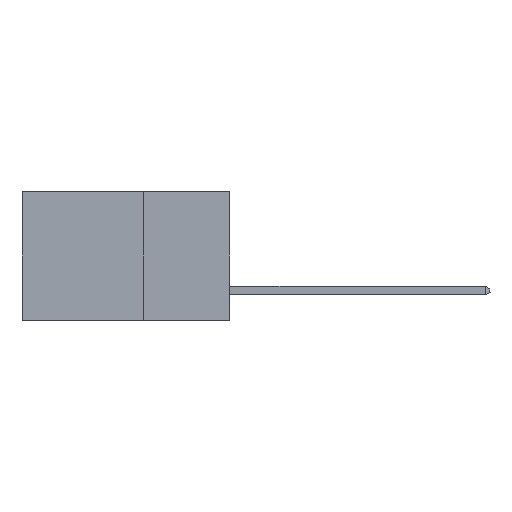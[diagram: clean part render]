
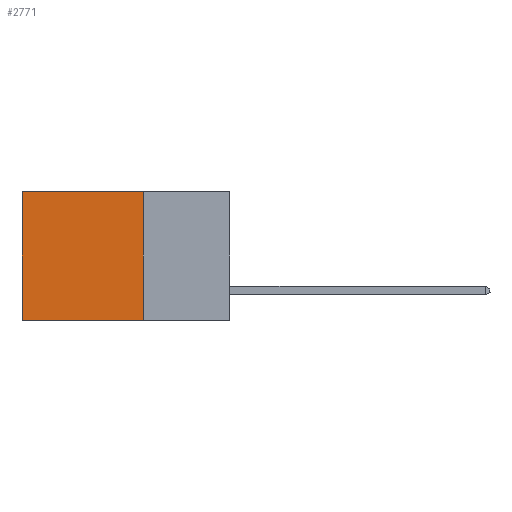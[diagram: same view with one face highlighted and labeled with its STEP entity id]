
A CAD part, left-side view. The second image highlights one B-rep face of the part: STEP entity #2771.
In plain terms, the highlighted planar face has unit normal (-1, 0, 0).
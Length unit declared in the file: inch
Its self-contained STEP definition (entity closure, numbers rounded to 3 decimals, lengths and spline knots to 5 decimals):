
#758 = DIRECTION ( 'NONE',  ( 0., 1., 0. ) ) ;
#848 = ORIENTED_EDGE ( 'NONE', *, *, #12845, .F. ) ;
#2069 = FACE_OUTER_BOUND ( 'NONE', #6307, .T. ) ;
#2771 = ADVANCED_FACE ( 'NONE', ( #2069 ), #4636, .F. ) ;
#3614 = ORIENTED_EDGE ( 'NONE', *, *, #17300, .T. ) ;
#3886 = LINE ( 'NONE', #14827, #13511 ) ;
#4243 = CARTESIAN_POINT ( 'NONE',  ( 0.298, 0.25, 0. ) ) ;
#4636 = PLANE ( 'NONE',  #9125 ) ;
#4762 = DIRECTION ( 'NONE',  ( 1., 0., 0. ) ) ;
#6084 = ORIENTED_EDGE ( 'NONE', *, *, #14915, .T. ) ;
#6307 = EDGE_LOOP ( 'NONE', ( #3614, #8273, #848, #6084 ) ) ;
#6483 = VECTOR ( 'NONE', #14738, 39.37008 ) ;
#7640 = LINE ( 'NONE', #18693, #18377 ) ;
#7969 = CARTESIAN_POINT ( 'NONE',  ( 0.298, 0.6, -0.37 ) ) ;
#8273 = ORIENTED_EDGE ( 'NONE', *, *, #18994, .F. ) ;
#8736 = CARTESIAN_POINT ( 'NONE',  ( 0.298, 0.6, 0. ) ) ;
#9125 = AXIS2_PLACEMENT_3D ( 'NONE', #12250, #4762, #17897 ) ;
#9337 = VECTOR ( 'NONE', #11176, 39.37008 ) ;
#9563 = VERTEX_POINT ( 'NONE', #7969 ) ;
#9779 = LINE ( 'NONE', #19267, #6483 ) ;
#10404 = VERTEX_POINT ( 'NONE', #4243 ) ;
#10682 = VERTEX_POINT ( 'NONE', #13319 ) ;
#11176 = DIRECTION ( 'NONE',  ( 0., 0., -1. ) ) ;
#12250 = CARTESIAN_POINT ( 'NONE',  ( 0.298, 0.25, 0. ) ) ;
#12845 = EDGE_CURVE ( 'NONE', #10404, #10682, #14944, .T. ) ;
#13319 = CARTESIAN_POINT ( 'NONE',  ( 0.298, 0.25, -0.37 ) ) ;
#13511 = VECTOR ( 'NONE', #13542, 39.37008 ) ;
#13542 = DIRECTION ( 'NONE',  ( 0., 0., -1. ) ) ;
#14304 = CARTESIAN_POINT ( 'NONE',  ( 0.298, 0.25, 0. ) ) ;
#14738 = DIRECTION ( 'NONE',  ( 0., 1., 0. ) ) ;
#14827 = CARTESIAN_POINT ( 'NONE',  ( 0.298, 0.6, 0. ) ) ;
#14915 = EDGE_CURVE ( 'NONE', #10404, #15935, #9779, .T. ) ;
#14944 = LINE ( 'NONE', #14304, #9337 ) ;
#15935 = VERTEX_POINT ( 'NONE', #8736 ) ;
#17300 = EDGE_CURVE ( 'NONE', #15935, #9563, #3886, .T. ) ;
#17897 = DIRECTION ( 'NONE',  ( 0., 0., -1. ) ) ;
#18377 = VECTOR ( 'NONE', #758, 39.37008 ) ;
#18693 = CARTESIAN_POINT ( 'NONE',  ( 0.298, 0.25, -0.37 ) ) ;
#18994 = EDGE_CURVE ( 'NONE', #10682, #9563, #7640, .T. ) ;
#19267 = CARTESIAN_POINT ( 'NONE',  ( 0.298, 0.25, 0. ) ) ;
